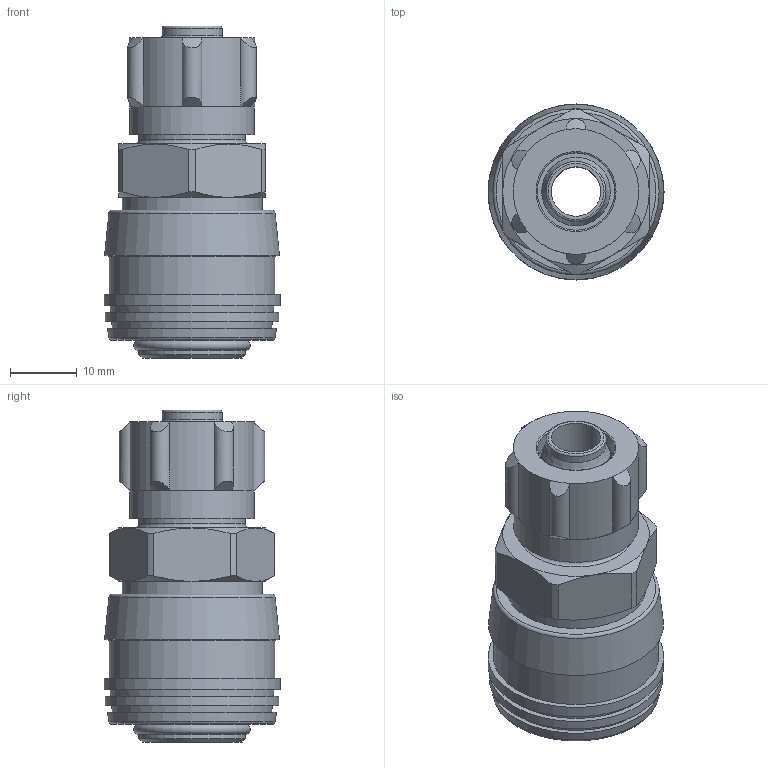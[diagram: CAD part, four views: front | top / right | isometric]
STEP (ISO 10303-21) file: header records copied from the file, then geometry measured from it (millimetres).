
FILE_DESCRIPTION(/* description */ ('STEP AP214'),/* implementation_level */ '2;1');
FILE_NAME(/* name */ '531640_KD4-CK-9',/* time_stamp */ '2024-08-22T10:28:56+02:00',/* author */ ('License CC BY-ND 4.0'),/* organization */ ('CADENAS'),/* preprocessor_version */ 'ST-DEVELOPER v19.3',/* originating_system */ 'PARTsolutions',/* authorisation */ ' ');
FILE_SCHEMA (('AUTOMOTIVE_DESIGN {1 0 10303 214 3 1 1}'));
Length unit declared in the file: millimetre
Products named in the file (1): 531640 KD4-CK-9
Bounding box: 26.4 x 26.4 x 49.8 mm (x, y, z)
Volume: 15244.3 mm3; surface area: 7254.7 mm2
Topology: 1 solids, 1 shells, 97 faces, 187 edges, 107 vertices
Faces by surface type: cylinder 31, cone 30, plane 23, torus 13
Full cylindrical faces by diameter (mm): 7.4 x1, 9 x1, 9.6 x1, 10.3 x1, 11.6 x1, 12 x1, 16 x3, 18.7 x1, 21 x1, 26 x1, 26.4 x1
Entity records: 2414 total; most frequent: CARTESIAN_POINT 540, DIRECTION 410, ORIENTED_EDGE 310, AXIS2_PLACEMENT_3D 193, EDGE_CURVE 155, EDGE_LOOP 146, FACE_BOUND 146, VERTEX_POINT 107
